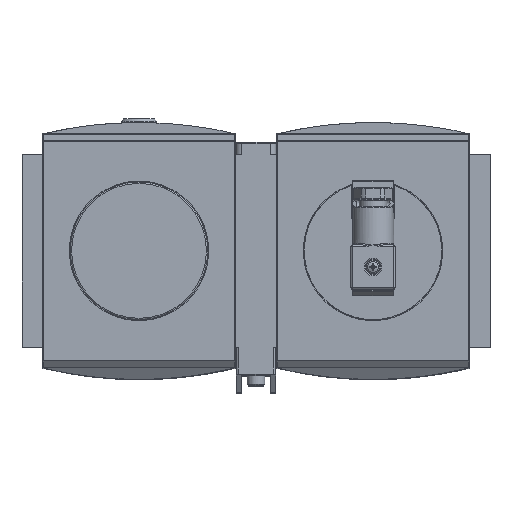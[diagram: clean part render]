
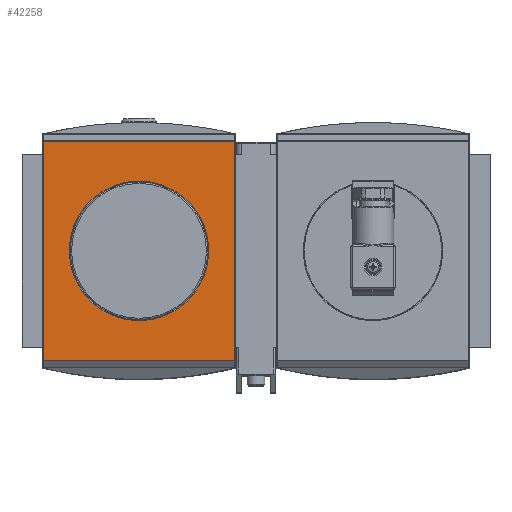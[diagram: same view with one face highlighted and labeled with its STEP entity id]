
A CAD part, top view. The second image highlights one B-rep face of the part: STEP entity #42258.
In plain terms, the highlighted planar face has unit normal (0, 0, 1).
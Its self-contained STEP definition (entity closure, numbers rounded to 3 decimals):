
#42137=CARTESIAN_POINT('',(-110.35,0.,58.));
#42138=VERTEX_POINT('',#42137);
#42139=CARTESIAN_POINT('',(-85.0,0.,58.));
#42140=DIRECTION('',(0.0,0.0,-1.0));
#42141=DIRECTION('',(1.0,0.0,0.0));
#42142=AXIS2_PLACEMENT_3D('',#42139,#42140,#42141);
#42143=CIRCLE('',#42142,25.35);
#42144=EDGE_CURVE('',#42138,#42138,#42143,.T.);
#42216=CARTESIAN_POINT('',(-85.0,0.,58.));
#42217=DIRECTION('',(0.0,0.0,1.0));
#42218=DIRECTION('',(-1.0,0.0,0.0));
#42219=AXIS2_PLACEMENT_3D('',#42216,#42217,#42218);
#42220=PLANE('',#42219);
#42221=CARTESIAN_POINT('',(-50.2,-39.812,58.));
#42222=VERTEX_POINT('',#42221);
#42223=CARTESIAN_POINT('',(-119.8,-39.812,58.));
#42224=VERTEX_POINT('',#42223);
#42225=CARTESIAN_POINT('',(-50.2,-39.812,58.));
#42226=DIRECTION('',(-1.0,0.0,0.0));
#42227=VECTOR('',#42226,69.6);
#42228=LINE('',#42225,#42227);
#42229=EDGE_CURVE('',#42222,#42224,#42228,.T.);
#42230=ORIENTED_EDGE('',*,*,#42229,.F.);
#42231=CARTESIAN_POINT('',(-50.2,39.812,58.));
#42232=VERTEX_POINT('',#42231);
#42233=CARTESIAN_POINT('',(-50.2,39.812,58.));
#42234=DIRECTION('',(0.0,-1.0,0.0));
#42235=VECTOR('',#42234,79.624);
#42236=LINE('',#42233,#42235);
#42237=EDGE_CURVE('',#42232,#42222,#42236,.T.);
#42238=ORIENTED_EDGE('',*,*,#42237,.F.);
#42239=CARTESIAN_POINT('',(-119.8,39.812,58.));
#42240=VERTEX_POINT('',#42239);
#42241=CARTESIAN_POINT('',(-119.8,39.812,58.));
#42242=DIRECTION('',(1.0,0.0,0.0));
#42243=VECTOR('',#42242,69.6);
#42244=LINE('',#42241,#42243);
#42245=EDGE_CURVE('',#42240,#42232,#42244,.T.);
#42246=ORIENTED_EDGE('',*,*,#42245,.F.);
#42247=CARTESIAN_POINT('',(-119.8,-39.812,58.));
#42248=DIRECTION('',(0.0,1.0,0.0));
#42249=VECTOR('',#42248,79.624);
#42250=LINE('',#42247,#42249);
#42251=EDGE_CURVE('',#42224,#42240,#42250,.T.);
#42252=ORIENTED_EDGE('',*,*,#42251,.F.);
#42253=EDGE_LOOP('',(#42230,#42238,#42246,#42252));
#42254=FACE_OUTER_BOUND('',#42253,.T.);
#42255=ORIENTED_EDGE('',*,*,#42144,.T.);
#42256=EDGE_LOOP('',(#42255));
#42257=FACE_BOUND('',#42256,.T.);
#42258=ADVANCED_FACE('',(#42254,#42257),#42220,.T.);
